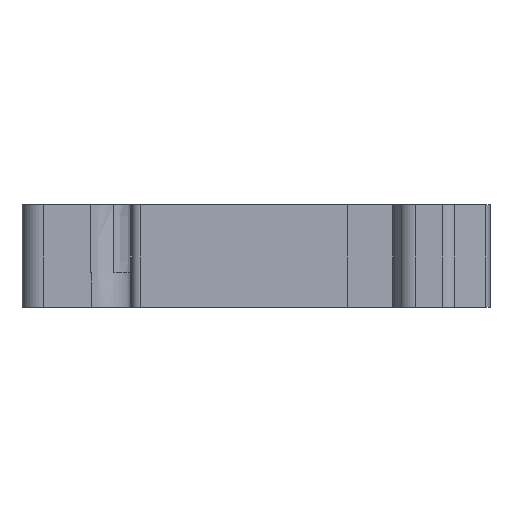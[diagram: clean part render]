
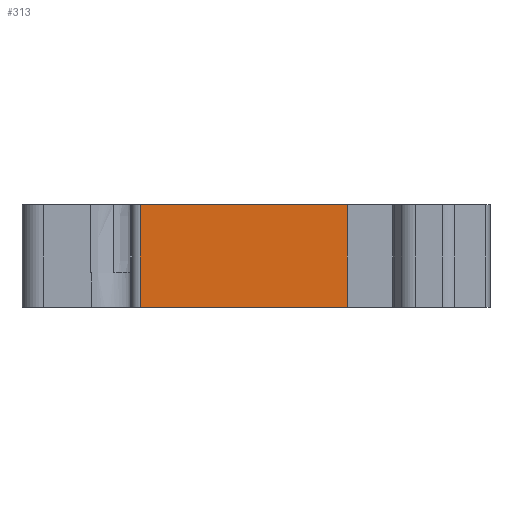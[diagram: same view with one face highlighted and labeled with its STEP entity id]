
A CAD part, front view. The second image highlights one B-rep face of the part: STEP entity #313.
In plain terms, the highlighted planar face has unit normal (0, -1, 0).
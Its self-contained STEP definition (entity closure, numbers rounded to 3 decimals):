
#176=PLANE('',#3747);
#313=ADVANCED_FACE('',(#543),#176,.T.);
#543=FACE_OUTER_BOUND('',#722,.T.);
#722=EDGE_LOOP('',(#1418,#1419,#1420,#1421));
#1418=ORIENTED_EDGE('',*,*,#2539,.F.);
#1419=ORIENTED_EDGE('',*,*,#2651,.T.);
#1420=ORIENTED_EDGE('',*,*,#2363,.T.);
#1421=ORIENTED_EDGE('',*,*,#2652,.T.);
#2026=VERTEX_POINT('',#4949);
#2027=VERTEX_POINT('',#4951);
#2200=VERTEX_POINT('',#5329);
#2201=VERTEX_POINT('',#5331);
#2363=EDGE_CURVE('',#2027,#2026,#2863,.T.);
#2539=EDGE_CURVE('',#2200,#2201,#2957,.T.);
#2651=EDGE_CURVE('',#2200,#2027,#3057,.T.);
#2652=EDGE_CURVE('',#2026,#2201,#3058,.T.);
#2863=LINE('',#4950,#3243);
#2957=LINE('',#5330,#3337);
#3057=LINE('',#5547,#3437);
#3058=LINE('',#5548,#3438);
#3243=VECTOR('',#3950,1.);
#3337=VECTOR('',#4200,1.);
#3437=VECTOR('',#4422,1.);
#3438=VECTOR('',#4423,1.);
#3747=AXIS2_PLACEMENT_3D('',#5549,#4424,#4425);
#3950=DIRECTION('',(1.,0.,0.));
#4200=DIRECTION('',(1.,0.,0.));
#4422=DIRECTION('',(0.,0.,-1.));
#4423=DIRECTION('',(0.,0.,1.));
#4424=DIRECTION('',(0.,-1.,0.));
#4425=DIRECTION('',(1.,0.,0.));
#4949=CARTESIAN_POINT('',(7.037,-52.581,-12.2));
#4950=CARTESIAN_POINT('',(-17.528,-52.581,-12.2));
#4951=CARTESIAN_POINT('',(-17.528,-52.581,-12.2));
#5329=CARTESIAN_POINT('',(-17.528,-52.581,0.));
#5330=CARTESIAN_POINT('',(-8.139,-52.581,0.));
#5331=CARTESIAN_POINT('',(7.037,-52.581,0.));
#5547=CARTESIAN_POINT('',(-17.528,-52.581,-8.1));
#5548=CARTESIAN_POINT('',(7.037,-52.581,-12.2));
#5549=CARTESIAN_POINT('',(-18.657,-52.581,0.));
